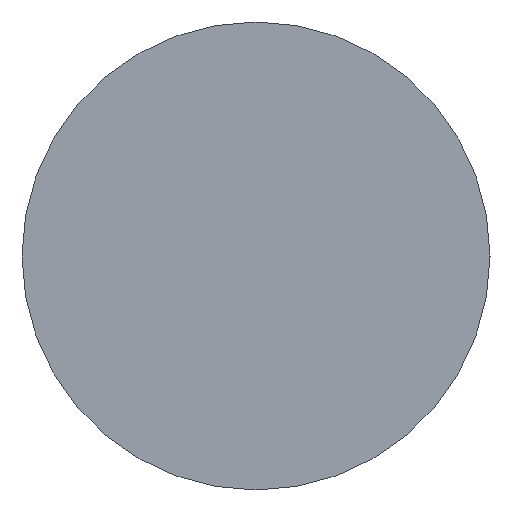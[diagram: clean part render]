
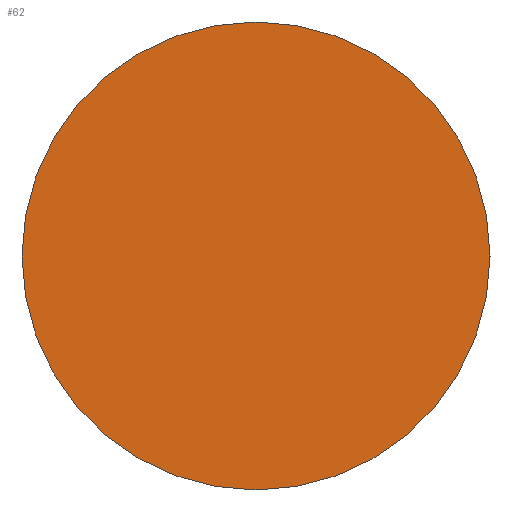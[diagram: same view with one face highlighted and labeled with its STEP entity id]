
A CAD part, left-side view. The second image highlights one B-rep face of the part: STEP entity #62.
In plain terms, the highlighted planar face has unit normal (-1, 0, 0).
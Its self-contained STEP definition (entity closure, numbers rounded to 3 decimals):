
#5 = AXIS2_PLACEMENT_3D ( 'NONE', #148, #163, #68 ) ;
#49 = ORIENTED_EDGE ( 'NONE', *, *, #113, .T. ) ;
#52 = DIRECTION ( 'NONE',  ( 0., 0., 1. ) ) ;
#58 = DIRECTION ( 'NONE',  ( -1., 0., 0. ) ) ;
#62 = ADVANCED_FACE ( 'NONE', ( #109 ), #133, .F. ) ;
#63 = VERTEX_POINT ( 'NONE', #129 ) ;
#66 = EDGE_CURVE ( 'NONE', #84, #63, #100, .T. ) ;
#68 = DIRECTION ( 'NONE',  ( 0., 0., -1. ) ) ;
#71 = DIRECTION ( 'NONE',  ( 0., 0., 1. ) ) ;
#81 = AXIS2_PLACEMENT_3D ( 'NONE', #104, #102, #52 ) ;
#84 = VERTEX_POINT ( 'NONE', #135 ) ;
#99 = EDGE_LOOP ( 'NONE', ( #49, #156 ) ) ;
#100 = CIRCLE ( 'NONE', #81, 12.5 ) ;
#102 = DIRECTION ( 'NONE',  ( -1., 0., 0. ) ) ;
#104 = CARTESIAN_POINT ( 'NONE',  ( 56.56, 32.63, 0. ) ) ;
#109 = FACE_OUTER_BOUND ( 'NONE', #99, .T. ) ;
#113 = EDGE_CURVE ( 'NONE', #63, #84, #137, .T. ) ;
#129 = CARTESIAN_POINT ( 'NONE',  ( 56.56, 32.63, 12.5 ) ) ;
#133 = PLANE ( 'NONE',  #5 ) ;
#135 = CARTESIAN_POINT ( 'NONE',  ( 56.56, 32.63, -12.5 ) ) ;
#137 = CIRCLE ( 'NONE', #180, 12.5 ) ;
#138 = CARTESIAN_POINT ( 'NONE',  ( 56.56, 32.63, 0. ) ) ;
#148 = CARTESIAN_POINT ( 'NONE',  ( 56.56, 32.63, 0. ) ) ;
#156 = ORIENTED_EDGE ( 'NONE', *, *, #66, .T. ) ;
#163 = DIRECTION ( 'NONE',  ( 1., 0., 0. ) ) ;
#180 = AXIS2_PLACEMENT_3D ( 'NONE', #138, #58, #71 ) ;
